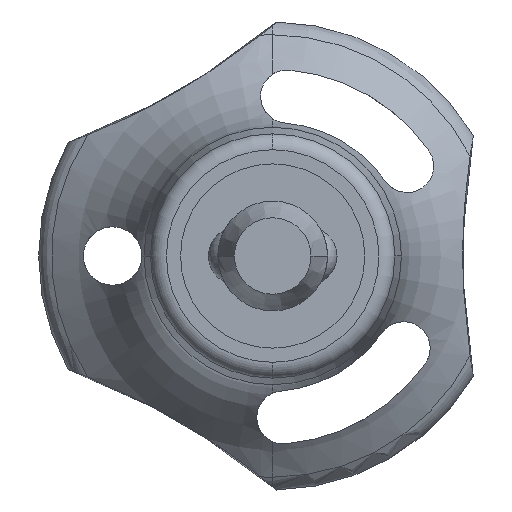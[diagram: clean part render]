
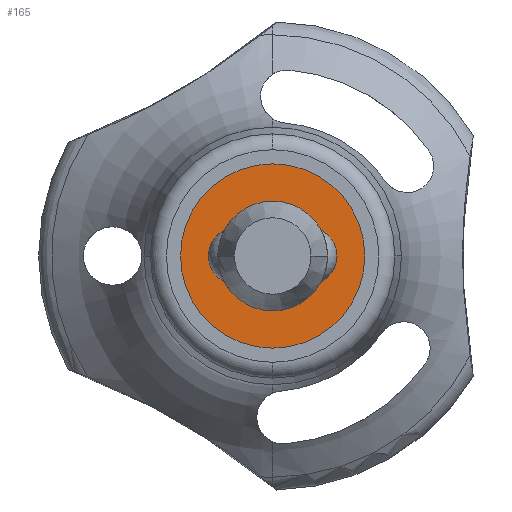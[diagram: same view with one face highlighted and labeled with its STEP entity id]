
A CAD part, front view. The second image highlights one B-rep face of the part: STEP entity #165.
In plain terms, the highlighted planar face has unit normal (0, -1, 0).
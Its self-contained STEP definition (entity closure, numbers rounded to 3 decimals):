
#165=ADVANCED_FACE('',(#337,#338),#339,.T.);
#337=FACE_OUTER_BOUND('',#509,.T.);
#338=FACE_BOUND('',#510,.T.);
#339=PLANE('',#511);
#509=EDGE_LOOP('',(#962,#963));
#510=EDGE_LOOP('',(#964,#965));
#511=AXIS2_PLACEMENT_3D('',#966,#967,#968);
#962=ORIENTED_EDGE('',*,*,#1246,.F.);
#963=ORIENTED_EDGE('',*,*,#1235,.F.);
#964=ORIENTED_EDGE('',*,*,#1104,.T.);
#965=ORIENTED_EDGE('',*,*,#1183,.T.);
#966=CARTESIAN_POINT('',(-2.0,0.0,0.0));
#967=DIRECTION('',(0.,-1.0,0.0));
#968=DIRECTION('',(1.0,0.,0.0));
#1104=EDGE_CURVE('',#1345,#1348,#1350,.T.);
#1183=EDGE_CURVE('',#1348,#1345,#1470,.T.);
#1235=EDGE_CURVE('',#1538,#1536,#1540,.T.);
#1246=EDGE_CURVE('',#1536,#1538,#1552,.T.);
#1345=VERTEX_POINT('',#2054);
#1348=VERTEX_POINT('',#2058);
#1350=CIRCLE('',#2061,2.381);
#1470=CIRCLE('',#3102,2.381);
#1536=VERTEX_POINT('',#3634);
#1538=VERTEX_POINT('',#3637);
#1540=CIRCLE('',#3640,4.0);
#1552=CIRCLE('',#3689,4.0);
#2054=CARTESIAN_POINT('',(0.,0.0,-2.381));
#2058=CARTESIAN_POINT('',(0.,0.,2.381));
#2061=AXIS2_PLACEMENT_3D('',#3806,#3807,#3808);
#3102=AXIS2_PLACEMENT_3D('',#3879,#3880,#3881);
#3634=CARTESIAN_POINT('',(-4.0,0.0,0.0));
#3637=CARTESIAN_POINT('',(4.0,0.,0.));
#3640=AXIS2_PLACEMENT_3D('',#3931,#3932,#3933);
#3689=AXIS2_PLACEMENT_3D('',#3937,#3938,#3939);
#3806=CARTESIAN_POINT('',(0.,0.0,0.0));
#3807=DIRECTION('',(0.,1.0,0.0));
#3808=DIRECTION('',(0.0,0.0,-1.0));
#3879=CARTESIAN_POINT('',(0.,0.0,0.0));
#3880=DIRECTION('',(0.,1.0,0.0));
#3881=DIRECTION('',(0.0,0.0,-1.0));
#3931=CARTESIAN_POINT('',(0.,0.0,0.0));
#3932=DIRECTION('',(0.,1.0,0.0));
#3933=DIRECTION('',(-1.0,0.,0.0));
#3937=CARTESIAN_POINT('',(0.,0.0,0.0));
#3938=DIRECTION('',(0.,1.0,0.0));
#3939=DIRECTION('',(-1.0,0.,0.0));
